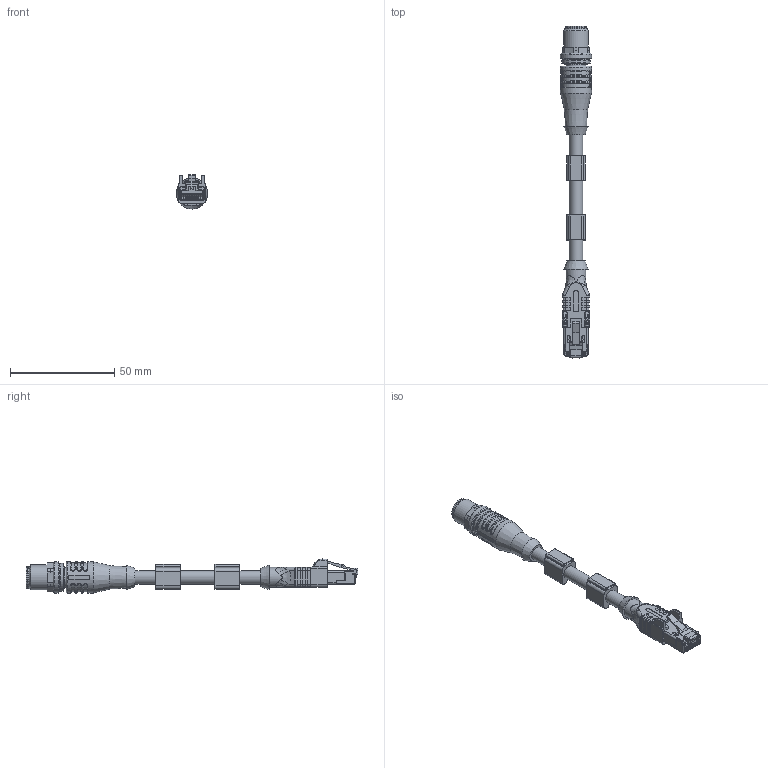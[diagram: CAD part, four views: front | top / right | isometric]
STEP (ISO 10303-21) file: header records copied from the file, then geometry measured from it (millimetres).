
FILE_DESCRIPTION(/* description */ (''),/* implementation_level */ '2;1');
FILE_NAME(/* name */ 'Verbltg IE-WASSY4_082-_IE-RJ45SS8_005.stp',/* time_stamp */ '2016-01-14T10:57:53+01:00',/* author */ (''),/* organization */ (''),/* preprocessor_version */ 'ST-DEVELOPER v16',/* originating_system */ 'SIEMENS PLM Software NX 10.0',/* authorisation */ '');
FILE_SCHEMA (('AP203_CONFIGURATION_CONTROLLED_3D_DESIGN_OF_MECHANICAL_PARTS_AND_ASSEMBLIES_MIM_LF { 1 0 10303 403 2 1 2}'));
Length unit declared in the file: millimetre
Products named in the file (1): IE_WASSY4_029_IE_RJ45SS8_003_stp
Bounding box: 15 x 159.5 x 16.34 mm (x, y, z)
Volume: 14054.4 mm3; surface area: 7733.9 mm2
Topology: 1 solids, 1 shells, 875 faces, 2267 edges, 1420 vertices
Faces by surface type: plane 370, cylinder 335, torus 71, bspline 61, cone 24, sphere 8, extrusion 6
Full cylindrical faces by diameter (mm): 1 x8, 2 x1, 6.5 x3, 8.375 x1, 9.375 x1, 9.6 x1, 9.9 x1, 10.45 x1, 10.65 x1, 12 x1, 12.6 x1, 13.5 x1, 15 x2
Entity records: 27998 total; most frequent: CARTESIAN_POINT 6842, DIRECTION 4434, ORIENTED_EDGE 4386, EDGE_CURVE 2193, AXIS2_PLACEMENT_3D 1593, VERTEX_POINT 1400, VECTOR 1248, LINE 1242
